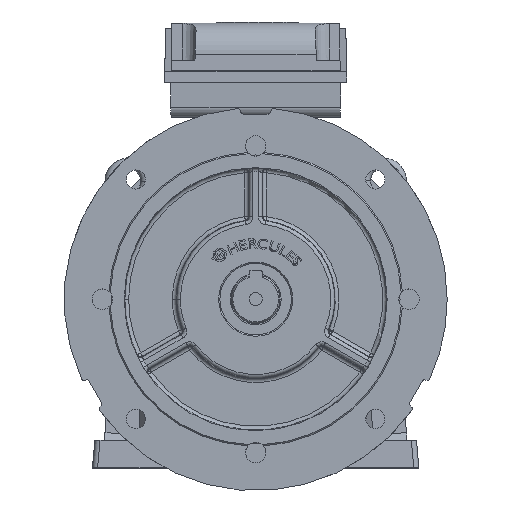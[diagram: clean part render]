
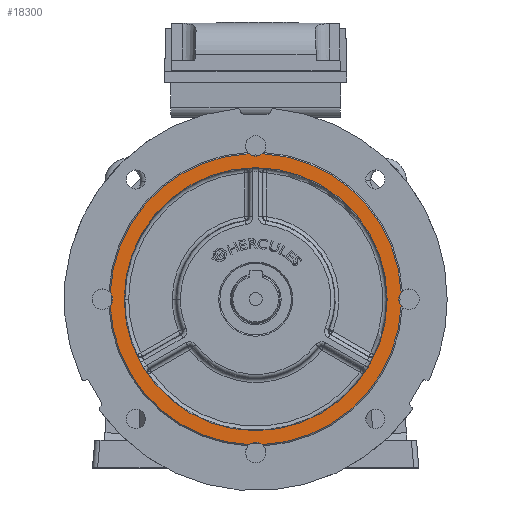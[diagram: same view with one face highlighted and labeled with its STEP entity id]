
A CAD part, top view. The second image highlights one B-rep face of the part: STEP entity #18300.
In plain terms, the highlighted planar face has unit normal (0, 0, 1).
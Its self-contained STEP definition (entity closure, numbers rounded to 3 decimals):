
#388 = AXIS2_PLACEMENT_3D ( 'NONE', #19874, #7147, #12010 ) ;
#1695 = VERTEX_POINT ( 'NONE', #68312 ) ;
#1889 = VERTEX_POINT ( 'NONE', #13754 ) ;
#2065 = DIRECTION ( 'NONE',  ( 1., 0., 0. ) ) ;
#4240 = ORIENTED_EDGE ( 'NONE', *, *, #38776, .F. ) ;
#4791 = VERTEX_POINT ( 'NONE', #47914 ) ;
#5365 = CARTESIAN_POINT ( 'NONE',  ( 0., 0., 66.5 ) ) ;
#5375 = VERTEX_POINT ( 'NONE', #65266 ) ;
#7147 = DIRECTION ( 'NONE',  ( 0., 0., -1. ) ) ;
#7269 = DIRECTION ( 'NONE',  ( 0., -1., 0. ) ) ;
#8969 = VERTEX_POINT ( 'NONE', #42324 ) ;
#10343 = EDGE_CURVE ( 'NONE', #53752, #1889, #62493, .T. ) ;
#10611 = AXIS2_PLACEMENT_3D ( 'NONE', #58333, #85085, #24904 ) ;
#11641 = DIRECTION ( 'NONE',  ( -1., 0., 0. ) ) ;
#12010 = DIRECTION ( 'NONE',  ( 1., 0., 0. ) ) ;
#13134 = CARTESIAN_POINT ( 'NONE',  ( -5.156, -113.883, 66.5 ) ) ;
#13224 = DIRECTION ( 'NONE',  ( 0., 0., -1. ) ) ;
#13754 = CARTESIAN_POINT ( 'NONE',  ( 5.156, 113.883, 66.5 ) ) ;
#14277 = ORIENTED_EDGE ( 'NONE', *, *, #74380, .T. ) ;
#14497 = DIRECTION ( 'NONE',  ( 0., 0., 1. ) ) ;
#15480 = FACE_OUTER_BOUND ( 'NONE', #84590, .T. ) ;
#16775 = CIRCLE ( 'NONE', #70096, 102.93 ) ;
#17270 = EDGE_CURVE ( 'NONE', #86464, #8969, #66068, .T. ) ;
#18167 = CIRCLE ( 'NONE', #22337, 8. ) ;
#18300 = ADVANCED_FACE ( 'NONE', ( #15480, #61193 ), #81386, .T. ) ;
#18643 = DIRECTION ( 'NONE',  ( 0., 0., 1. ) ) ;
#18927 = ORIENTED_EDGE ( 'NONE', *, *, #34433, .T. ) ;
#19874 = CARTESIAN_POINT ( 'NONE',  ( 0., 0., 66.5 ) ) ;
#20647 = CARTESIAN_POINT ( 'NONE',  ( 0., 0., 66.5 ) ) ;
#21444 = CIRCLE ( 'NONE', #35293, 8. ) ;
#21610 = EDGE_CURVE ( 'NONE', #4791, #56815, #41045, .T. ) ;
#22337 = AXIS2_PLACEMENT_3D ( 'NONE', #43749, #18643, #71374 ) ;
#24684 = EDGE_CURVE ( 'NONE', #42082, #56815, #25966, .T. ) ;
#24904 = DIRECTION ( 'NONE',  ( 1., 0., 0. ) ) ;
#24925 = CARTESIAN_POINT ( 'NONE',  ( 5.156, -113.883, 66.5 ) ) ;
#24976 = ORIENTED_EDGE ( 'NONE', *, *, #21610, .T. ) ;
#25966 = CIRCLE ( 'NONE', #77842, 8. ) ;
#26064 = CIRCLE ( 'NONE', #10611, 114. ) ;
#26694 = CARTESIAN_POINT ( 'NONE',  ( 120., 0., 66.5 ) ) ;
#29734 = ORIENTED_EDGE ( 'NONE', *, *, #10343, .T. ) ;
#30000 = DIRECTION ( 'NONE',  ( 0., 0., 1. ) ) ;
#30242 = AXIS2_PLACEMENT_3D ( 'NONE', #20647, #14497, #53629 ) ;
#31238 = AXIS2_PLACEMENT_3D ( 'NONE', #75829, #74516, #2065 ) ;
#31819 = CARTESIAN_POINT ( 'NONE',  ( 0., -120., 66.5 ) ) ;
#33262 = VERTEX_POINT ( 'NONE', #34904 ) ;
#33519 = VERTEX_POINT ( 'NONE', #61091 ) ;
#34433 = EDGE_CURVE ( 'NONE', #33519, #33262, #76123, .T. ) ;
#34904 = CARTESIAN_POINT ( 'NONE',  ( 102.93, 0., 66.5 ) ) ;
#35030 = CARTESIAN_POINT ( 'NONE',  ( 113.883, 5.156, 66.5 ) ) ;
#35293 = AXIS2_PLACEMENT_3D ( 'NONE', #60904, #45584, #54318 ) ;
#35336 = EDGE_LOOP ( 'NONE', ( #76414, #18927 ) ) ;
#36806 = CARTESIAN_POINT ( 'NONE',  ( 112., 0., 66.5 ) ) ;
#37993 = DIRECTION ( 'NONE',  ( 0., 0., 1. ) ) ;
#38776 = EDGE_CURVE ( 'NONE', #57422, #1695, #45643, .T. ) ;
#39360 = DIRECTION ( 'NONE',  ( 0., 0., 1. ) ) ;
#39474 = DIRECTION ( 'NONE',  ( 0., 0., 1. ) ) ;
#40636 = CARTESIAN_POINT ( 'NONE',  ( 120., 0., 66.5 ) ) ;
#41045 = CIRCLE ( 'NONE', #31238, 114. ) ;
#41540 = CARTESIAN_POINT ( 'NONE',  ( -112., 0., 66.5 ) ) ;
#42082 = VERTEX_POINT ( 'NONE', #24925 ) ;
#42250 = AXIS2_PLACEMENT_3D ( 'NONE', #72332, #39360, #65738 ) ;
#42324 = CARTESIAN_POINT ( 'NONE',  ( -113.883, 5.156, 66.5 ) ) ;
#42784 = CARTESIAN_POINT ( 'NONE',  ( 0., 0., 66.5 ) ) ;
#42840 = AXIS2_PLACEMENT_3D ( 'NONE', #40636, #61277, #7269 ) ;
#43393 = AXIS2_PLACEMENT_3D ( 'NONE', #26694, #39474, #46086 ) ;
#43749 = CARTESIAN_POINT ( 'NONE',  ( -120., 0., 66.5 ) ) ;
#43817 = ORIENTED_EDGE ( 'NONE', *, *, #51374, .F. ) ;
#45584 = DIRECTION ( 'NONE',  ( 0., 0., 1. ) ) ;
#45643 = CIRCLE ( 'NONE', #42840, 8. ) ;
#46086 = DIRECTION ( 'NONE',  ( 0., -1., 0. ) ) ;
#47566 = ORIENTED_EDGE ( 'NONE', *, *, #24684, .F. ) ;
#47914 = CARTESIAN_POINT ( 'NONE',  ( -113.883, -5.156, 66.5 ) ) ;
#48035 = CARTESIAN_POINT ( 'NONE',  ( 0., 95., 66.5 ) ) ;
#51374 = EDGE_CURVE ( 'NONE', #53752, #57422, #71388, .T. ) ;
#52090 = EDGE_CURVE ( 'NONE', #33262, #33519, #16775, .T. ) ;
#52103 = AXIS2_PLACEMENT_3D ( 'NONE', #42784, #30000, #55965 ) ;
#53629 = DIRECTION ( 'NONE',  ( 1., 0., 0. ) ) ;
#53752 = VERTEX_POINT ( 'NONE', #35030 ) ;
#54318 = DIRECTION ( 'NONE',  ( 1., 0., 0. ) ) ;
#55046 = DIRECTION ( 'NONE',  ( 1., 0., 0. ) ) ;
#55965 = DIRECTION ( 'NONE',  ( 1., 0., 0. ) ) ;
#56815 = VERTEX_POINT ( 'NONE', #13134 ) ;
#57422 = VERTEX_POINT ( 'NONE', #36806 ) ;
#58333 = CARTESIAN_POINT ( 'NONE',  ( 0., 0., 66.5 ) ) ;
#60904 = CARTESIAN_POINT ( 'NONE',  ( 0., 120., 66.5 ) ) ;
#61091 = CARTESIAN_POINT ( 'NONE',  ( -102.93, 0., 66.5 ) ) ;
#61193 = FACE_BOUND ( 'NONE', #35336, .T. ) ;
#61277 = DIRECTION ( 'NONE',  ( 0., 0., 1. ) ) ;
#62493 = CIRCLE ( 'NONE', #30242, 114. ) ;
#65266 = CARTESIAN_POINT ( 'NONE',  ( -5.156, 113.883, 66.5 ) ) ;
#65358 = EDGE_CURVE ( 'NONE', #4791, #86464, #18167, .T. ) ;
#65738 = DIRECTION ( 'NONE',  ( 0., 1., 0. ) ) ;
#66068 = CIRCLE ( 'NONE', #42250, 8. ) ;
#68312 = CARTESIAN_POINT ( 'NONE',  ( 113.883, -5.156, 66.5 ) ) ;
#68946 = ORIENTED_EDGE ( 'NONE', *, *, #65358, .F. ) ;
#69535 = DIRECTION ( 'NONE',  ( 0., 0., 1. ) ) ;
#70096 = AXIS2_PLACEMENT_3D ( 'NONE', #5365, #13224, #80863 ) ;
#70504 = EDGE_CURVE ( 'NONE', #5375, #1889, #21444, .T. ) ;
#71374 = DIRECTION ( 'NONE',  ( 0., 1., 0. ) ) ;
#71388 = CIRCLE ( 'NONE', #43393, 8. ) ;
#72332 = CARTESIAN_POINT ( 'NONE',  ( -120., 0., 66.5 ) ) ;
#73300 = ORIENTED_EDGE ( 'NONE', *, *, #70504, .F. ) ;
#74380 = EDGE_CURVE ( 'NONE', #5375, #8969, #26064, .T. ) ;
#74516 = DIRECTION ( 'NONE',  ( 0., 0., 1. ) ) ;
#75829 = CARTESIAN_POINT ( 'NONE',  ( 0., 0., 66.5 ) ) ;
#76123 = CIRCLE ( 'NONE', #388, 102.93 ) ;
#76414 = ORIENTED_EDGE ( 'NONE', *, *, #52090, .T. ) ;
#76917 = EDGE_CURVE ( 'NONE', #42082, #1695, #78727, .T. ) ;
#77842 = AXIS2_PLACEMENT_3D ( 'NONE', #31819, #37993, #11641 ) ;
#78727 = CIRCLE ( 'NONE', #52103, 114. ) ;
#79962 = ORIENTED_EDGE ( 'NONE', *, *, #17270, .F. ) ;
#80863 = DIRECTION ( 'NONE',  ( 1., 0., 0. ) ) ;
#81386 = PLANE ( 'NONE',  #85807 ) ;
#83005 = ORIENTED_EDGE ( 'NONE', *, *, #76917, .T. ) ;
#84590 = EDGE_LOOP ( 'NONE', ( #47566, #83005, #4240, #43817, #29734, #73300, #14277, #79962, #68946, #24976 ) ) ;
#85085 = DIRECTION ( 'NONE',  ( 0., 0., 1. ) ) ;
#85807 = AXIS2_PLACEMENT_3D ( 'NONE', #48035, #69535, #55046 ) ;
#86464 = VERTEX_POINT ( 'NONE', #41540 ) ;
